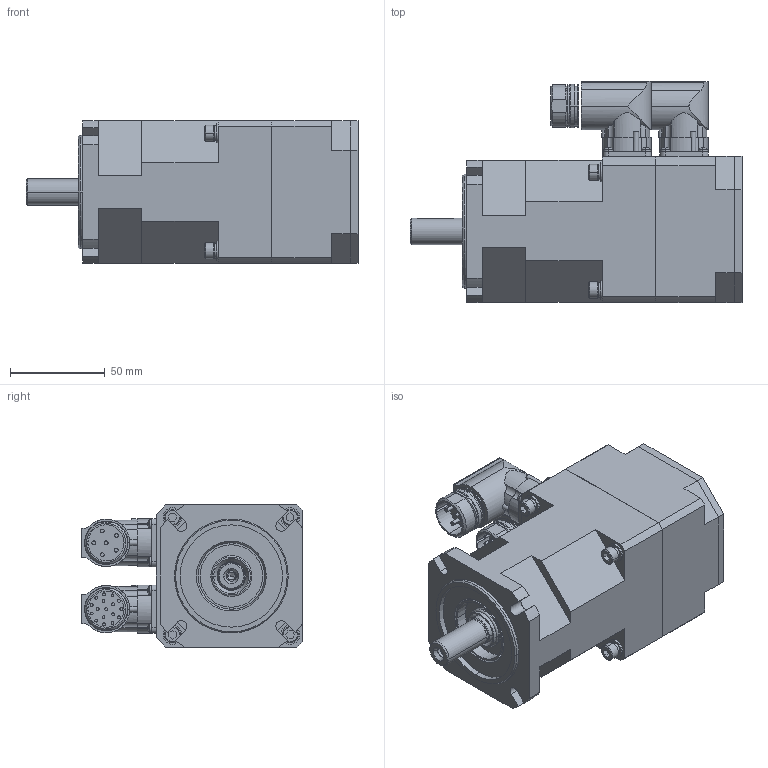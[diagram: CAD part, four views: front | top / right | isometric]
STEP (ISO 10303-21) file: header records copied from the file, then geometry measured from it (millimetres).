
FILE_DESCRIPTION((''),'2;1');
FILE_NAME('58001N-0_SW0001','2016-06-04T',('zhangyanli'),(''),'PRO/ENGINEER BY PARAMETRIC TECHNOLOGY CORPORATION, 2010430','PRO/ENGINEER BY PARAMETRIC TECHNOLOGY CORPORATION, 2010430','');
FILE_SCHEMA(('CONFIG_CONTROL_DESIGN'));
Length unit declared in the file: millimetre
Products named in the file (1): 58001N-0_SW0001
Bounding box: 175.1 x 116.5 x 75 mm (x, y, z)
Surface area: 73443.6 mm2 (no closed solid volume)
Topology: 0 solids, 50 shells, 542 faces, 1560 edges, 1091 vertices
Faces by surface type: plane 235, cylinder 233, cone 40, sphere 24, torus 10
Entity records: 18506 total; most frequent: CARTESIAN_POINT 3882, DIRECTION 3311, ORIENTED_EDGE 2674, EDGE_CURVE 1558, AXIS2_PLACEMENT_3D 1288, VERTEX_POINT 1091, CIRCLE 746, VECTOR 735
